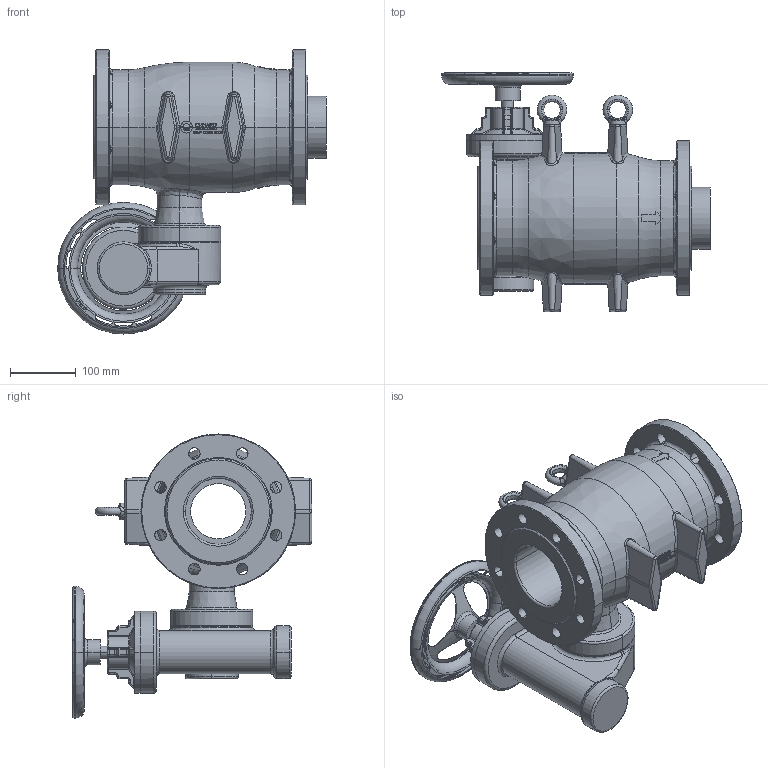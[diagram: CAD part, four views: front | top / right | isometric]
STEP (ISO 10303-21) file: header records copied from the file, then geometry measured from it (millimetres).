
FILE_DESCRIPTION((''),'2;1');
FILE_NAME('0D165847_ASM','2015-02-17T',('aspaegele'),(''),'PRO/ENGINEER BY PARAMETRIC TECHNOLOGY CORPORATION, 2010040','PRO/ENGINEER BY PARAMETRIC TECHNOLOGY CORPORATION, 2010040','');
FILE_SCHEMA(('AUTOMOTIVE_DESIGN_CC2 { 1 2 10303 214 -1 1 5 2 }'));
Products named in the file (6): 0D165851; DIN580_M10; SKG05; FLANSCHLAGER01_1; HANDRAD200; 0D165847_ASM
Assembly tree (6 placements, depth 2):
  0D165847_ASM
    0D165851
    DIN580_M10  x2
    SKG05
    FLANSCHLAGER01_1
    HANDRAD200
Bounding box: 408 x 364 x 431.5 mm (x, y, z)
Volume: 10371587.6 mm3; surface area: 779390.3 mm2
Topology: 74 solids, 74 shells, 2345 faces, 6161 edges, 3970 vertices
Faces by surface type: plane 1699, cylinder 282, bspline 166, torus 106, cone 72, sphere 20
Entity records: 95513 total; most frequent: CARTESIAN_POINT 18904, ORIENTED_EDGE 12138, DIRECTION 11023, PRESENTATION_STYLE_ASSIGNMENT 6148, EDGE_CURVE 6069, STYLED_ITEM 6049, CURVE_STYLE 5977, VECTOR 4795
